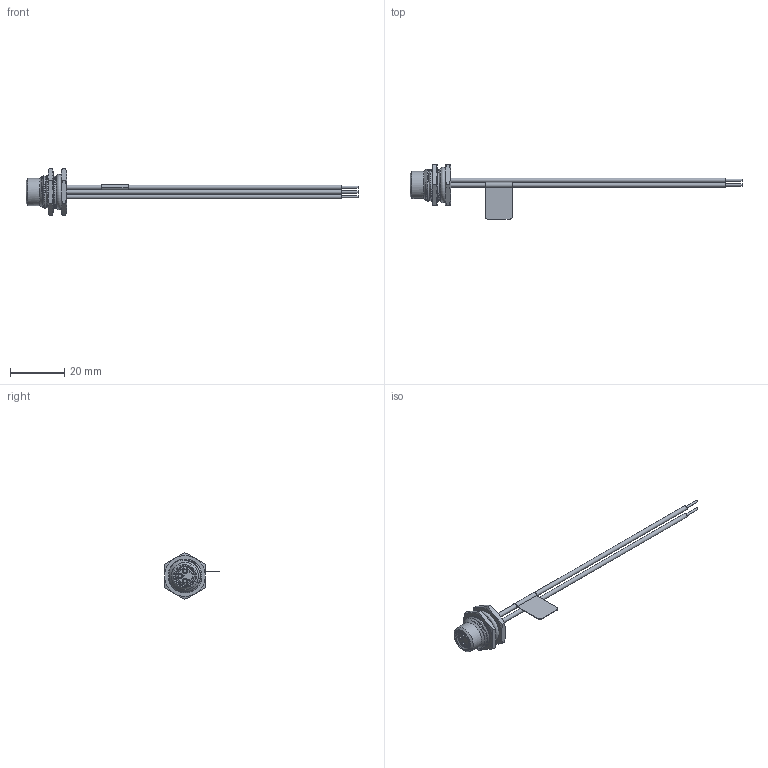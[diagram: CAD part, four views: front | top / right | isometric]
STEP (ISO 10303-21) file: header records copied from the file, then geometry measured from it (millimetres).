
FILE_DESCRIPTION (( 'STEP AP214' ), '1' );
FILE_NAME ('REC-M83FF-LEADS.STEP', '2018-04-03T15:09:23', ( '' ), ( '' ), 'SwSTEP 2.0', 'SolidWorks 2017', '' );
FILE_SCHEMA (( 'AUTOMOTIVE_DESIGN' ));
Length unit declared in the file: inch
Products named in the file (5): REC-M8-FLAGLABEL; REC-M83FF-LEADS-MA3; REC-M83FF-LEADS-MA2; REC-M83FF-LEADS-MA1; REC-M83FF-LEADS
Assembly tree (4 placements, depth 2):
  REC-M83FF-LEADS
    REC-M83FF-LEADS-MA1
    REC-M83FF-LEADS-MA2
    REC-M83FF-LEADS-MA3
    REC-M8-FLAGLABEL
Bounding box: 122.6 x 20.2 x 17.32 mm (x, y, z)
Volume: 2326.4 mm3; surface area: 3869.6 mm2
Topology: 5 solids, 5 shells, 151 faces, 349 edges, 222 vertices
Faces by surface type: plane 67, cone 32, bspline 25, cylinder 23, torus 4
Full cylindrical faces by diameter (mm): 0.762 x3, 1.25 x3, 1.575 x3, 1.651 x1, 5.85 x1, 9.6 x1, 10 x1
Entity records: 8819 total; most frequent: CARTESIAN_POINT 5264, ORIENTED_EDGE 636, DIRECTION 529, EDGE_CURVE 318, VERTEX_POINT 213, AXIS2_PLACEMENT_3D 206, EDGE_LOOP 191, FACE_OUTER_BOUND 164
